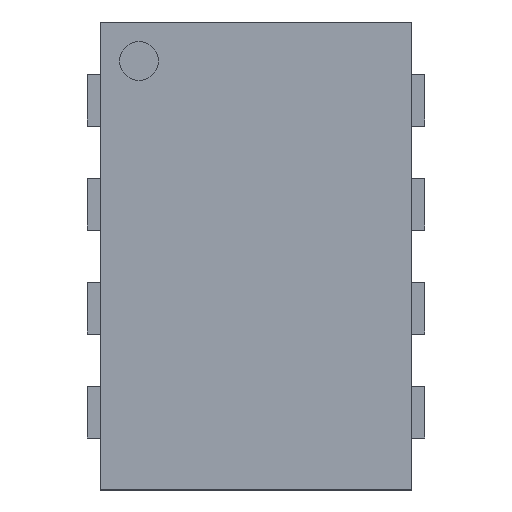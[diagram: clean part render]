
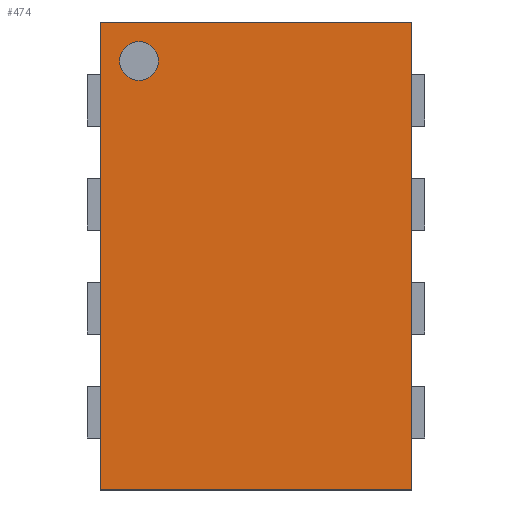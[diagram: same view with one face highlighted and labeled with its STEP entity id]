
A CAD part, top view. The second image highlights one B-rep face of the part: STEP entity #474.
In plain terms, the highlighted planar face has unit normal (0, 0, 1).
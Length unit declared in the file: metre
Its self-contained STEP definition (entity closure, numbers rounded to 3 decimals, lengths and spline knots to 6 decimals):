
#242 = EDGE_CURVE( '', #624, #634, #635, .T. );
#284 = EDGE_CURVE( '', #624, #701, #702, .T. );
#474 = ADVANCED_FACE( '', ( #967, #968 ), #969, .T. );
#516 = EDGE_CURVE( '', #1020, #1020, #1021, .T. );
#526 = EDGE_CURVE( '', #701, #925, #1033, .T. );
#532 = EDGE_CURVE( '', #634, #925, #1041, .T. );
#624 = VERTEX_POINT( '', #1142 );
#634 = VERTEX_POINT( '', #1158 );
#635 = LINE( '', #1159, #1160 );
#701 = VERTEX_POINT( '', #1257 );
#702 = LINE( '', #1258, #1259 );
#925 = VERTEX_POINT( '', #1575 );
#967 = FACE_OUTER_BOUND( '', #1640, .T. );
#968 = FACE_BOUND( '', #1641, .T. );
#969 = PLANE( '', #1642 );
#1020 = VERTEX_POINT( '', #1718 );
#1021 = CIRCLE( '', #1719, 0.000075 );
#1033 = LINE( '', #1736, #1737 );
#1041 = LINE( '', #1746, #1747 );
#1142 = CARTESIAN_POINT( '', ( -0.0006, -0.0009, 0.0004 ) );
#1158 = CARTESIAN_POINT( '', ( -0.0006, 0.0009, 0.0004 ) );
#1159 = CARTESIAN_POINT( '', ( -0.0006, -0.0009, 0.0004 ) );
#1160 = VECTOR( '', #1810, 1. );
#1257 = CARTESIAN_POINT( '', ( 0.0006, -0.0009, 0.0004 ) );
#1258 = CARTESIAN_POINT( '', ( -0.0006, -0.0009, 0.0004 ) );
#1259 = VECTOR( '', #1866, 1. );
#1575 = CARTESIAN_POINT( '', ( 0.0006, 0.0009, 0.0004 ) );
#1640 = EDGE_LOOP( '', ( #2214, #2215, #2216, #2217 ) );
#1641 = EDGE_LOOP( '', ( #2218 ) );
#1642 = AXIS2_PLACEMENT_3D( '', #2219, #2220, #2221 );
#1718 = CARTESIAN_POINT( '', ( -0.000375, 0.00075, 0.0004 ) );
#1719 = AXIS2_PLACEMENT_3D( '', #2295, #2296, #2297 );
#1736 = CARTESIAN_POINT( '', ( 0.0006, -0.0009, 0.0004 ) );
#1737 = VECTOR( '', #2316, 1. );
#1746 = CARTESIAN_POINT( '', ( -0.0006, 0.0009, 0.0004 ) );
#1747 = VECTOR( '', #2333, 1. );
#1810 = DIRECTION( '', ( 0., 1., 0. ) );
#1866 = DIRECTION( '', ( 1., 0., 0. ) );
#2214 = ORIENTED_EDGE( '', *, *, #242, .F. );
#2215 = ORIENTED_EDGE( '', *, *, #284, .T. );
#2216 = ORIENTED_EDGE( '', *, *, #526, .T. );
#2217 = ORIENTED_EDGE( '', *, *, #532, .F. );
#2218 = ORIENTED_EDGE( '', *, *, #516, .F. );
#2219 = CARTESIAN_POINT( '', ( -0.0006, -0.0009, 0.0004 ) );
#2220 = DIRECTION( '', ( 0., 0., 1. ) );
#2221 = DIRECTION( '', ( 1., 0., 0. ) );
#2295 = CARTESIAN_POINT( '', ( -0.00045, 0.00075, 0.0004 ) );
#2296 = DIRECTION( '', ( 0., 0., 1. ) );
#2297 = DIRECTION( '', ( 1., 0., 0. ) );
#2316 = DIRECTION( '', ( 0., 1., 0. ) );
#2333 = DIRECTION( '', ( 1., 0., 0. ) );
